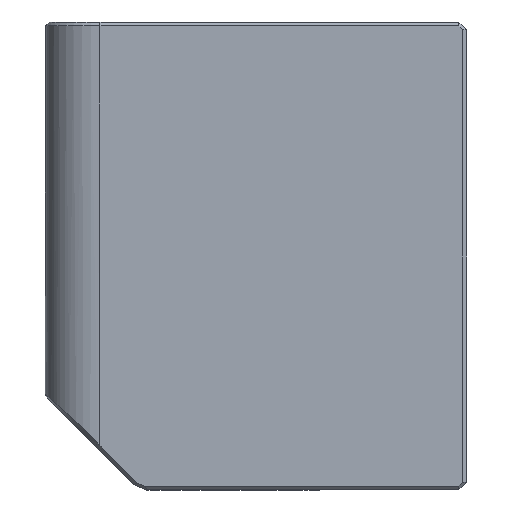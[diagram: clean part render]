
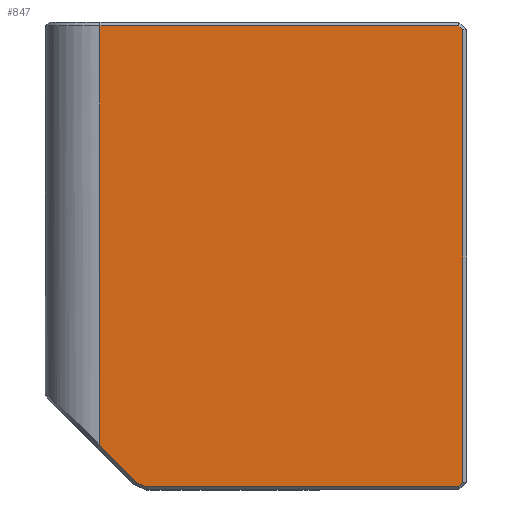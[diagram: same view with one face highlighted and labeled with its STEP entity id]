
A CAD part, front view. The second image highlights one B-rep face of the part: STEP entity #847.
In plain terms, the highlighted planar face has unit normal (0, -1, 0).
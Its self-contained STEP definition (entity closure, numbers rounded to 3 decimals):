
#99=FACE_OUTER_BOUND('',#148,.T.);
#148=EDGE_LOOP('',(#718,#719,#720,#721,#722,#723,#724,#725,#726));
#168=LINE('',#2080,#239);
#172=LINE('',#2089,#243);
#189=LINE('',#2122,#260);
#215=LINE('',#2183,#286);
#220=LINE('',#2190,#291);
#223=LINE('',#2343,#294);
#226=LINE('',#2349,#297);
#227=LINE('',#2411,#298);
#239=VECTOR('',#995,10.);
#243=VECTOR('',#1001,10.);
#260=VECTOR('',#1030,10.);
#286=VECTOR('',#1084,10.);
#291=VECTOR('',#1093,10.);
#294=VECTOR('',#1098,10.);
#297=VECTOR('',#1103,10.);
#298=VECTOR('',#1110,10.);
#327=B_SPLINE_CURVE_WITH_KNOTS('',3,(#2401,#2402,#2403,#2404),
 .UNSPECIFIED.,.F.,.F.,(4,4),(-0.004,-0.002),
 .UNSPECIFIED.);
#361=VERTEX_POINT('',#2077);
#362=VERTEX_POINT('',#2079);
#365=VERTEX_POINT('',#2086);
#366=VERTEX_POINT('',#2088);
#375=VERTEX_POINT('',#2119);
#376=VERTEX_POINT('',#2121);
#392=VERTEX_POINT('',#2177);
#397=VERTEX_POINT('',#2345);
#399=VERTEX_POINT('',#2400);
#450=EDGE_CURVE('',#362,#361,#168,.T.);
#454=EDGE_CURVE('',#366,#365,#172,.T.);
#471=EDGE_CURVE('',#376,#375,#189,.T.);
#501=EDGE_CURVE('',#392,#375,#215,.T.);
#506=EDGE_CURVE('',#376,#365,#220,.T.);
#512=EDGE_CURVE('',#366,#361,#223,.T.);
#515=EDGE_CURVE('',#362,#397,#226,.T.);
#517=EDGE_CURVE('',#397,#399,#327,.T.);
#519=EDGE_CURVE('',#399,#392,#227,.T.);
#718=ORIENTED_EDGE('',*,*,#515,.F.);
#719=ORIENTED_EDGE('',*,*,#450,.T.);
#720=ORIENTED_EDGE('',*,*,#512,.F.);
#721=ORIENTED_EDGE('',*,*,#454,.T.);
#722=ORIENTED_EDGE('',*,*,#506,.F.);
#723=ORIENTED_EDGE('',*,*,#471,.T.);
#724=ORIENTED_EDGE('',*,*,#501,.F.);
#725=ORIENTED_EDGE('',*,*,#519,.F.);
#726=ORIENTED_EDGE('',*,*,#517,.F.);
#802=PLANE('',#922);
#847=ADVANCED_FACE('',(#99),#802,.F.);
#922=AXIS2_PLACEMENT_3D('',#2410,#1108,#1109);
#995=DIRECTION('',(0.924,0.,-0.383));
#1001=DIRECTION('',(0.707,0.,0.707));
#1030=DIRECTION('',(-0.707,0.,0.707));
#1084=DIRECTION('',(1.,0.,0.));
#1093=DIRECTION('',(0.,0.,-1.));
#1098=DIRECTION('',(-1.,0.,0.));
#1103=DIRECTION('',(-0.707,0.,0.707));
#1108=DIRECTION('center_axis',(0.,1.,0.));
#1109=DIRECTION('ref_axis',(-1.,0.,0.));
#1110=DIRECTION('',(0.,0.,1.));
#2077=CARTESIAN_POINT('',(10.141,0.3,-1.1));
#2079=CARTESIAN_POINT('',(9.971,0.3,-1.029));
#2080=CARTESIAN_POINT('',(10.486,0.3,-1.243));
#2086=CARTESIAN_POINT('',(18.3,0.3,-1.));
#2088=CARTESIAN_POINT('',(18.2,0.3,-1.1));
#2089=CARTESIAN_POINT('',(18.7,0.3,-0.6));
#2119=CARTESIAN_POINT('',(18.2,0.3,10.7));
#2121=CARTESIAN_POINT('',(18.3,0.3,10.6));
#2122=CARTESIAN_POINT('',(18.45,0.3,10.45));
#2177=CARTESIAN_POINT('',(9.,0.3,10.7));
#2183=CARTESIAN_POINT('',(12.525,0.3,10.7));
#2190=CARTESIAN_POINT('',(18.3,0.3,6.675));
#2343=CARTESIAN_POINT('',(14.875,0.3,-1.1));
#2345=CARTESIAN_POINT('',(9.071,0.3,-0.129));
#2349=CARTESIAN_POINT('',(9.021,0.3,-0.079));
#2400=CARTESIAN_POINT('',(9.,0.3,-0.057));
#2401=CARTESIAN_POINT('Ctrl Pts',(9.071,0.3,-0.129));
#2402=CARTESIAN_POINT('Ctrl Pts',(9.047,0.3,-0.105));
#2403=CARTESIAN_POINT('Ctrl Pts',(9.023,0.3,-0.081));
#2404=CARTESIAN_POINT('Ctrl Pts',(9.,0.3,-0.057));
#2410=CARTESIAN_POINT('Origin',(13.7,0.3,5.3));
#2411=CARTESIAN_POINT('',(9.,0.3,-0.2));
